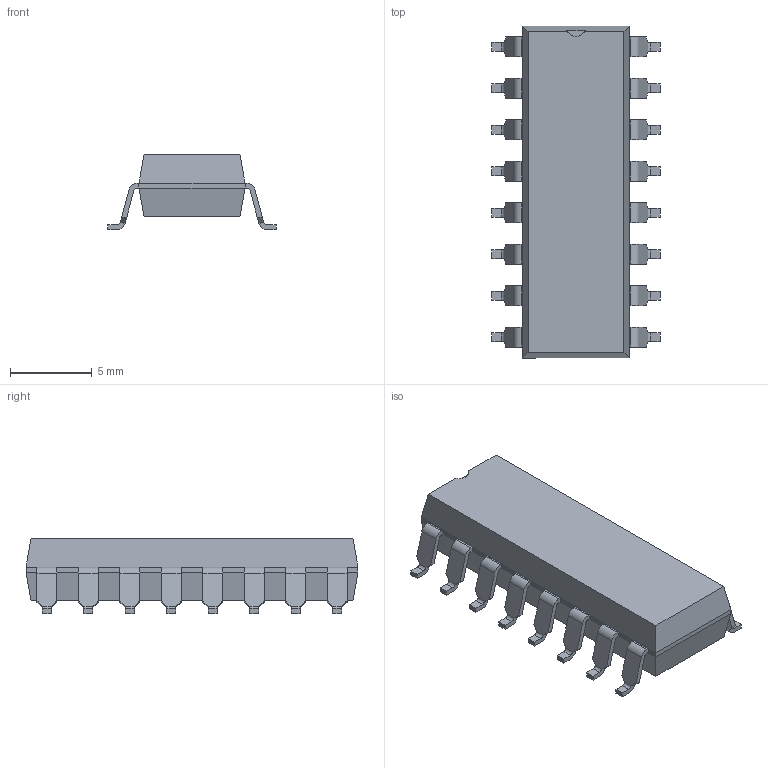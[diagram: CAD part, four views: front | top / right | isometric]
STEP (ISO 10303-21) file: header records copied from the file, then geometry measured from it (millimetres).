
FILE_DESCRIPTION((''),'2;1');
FILE_NAME('SOIC254P1016X460-16N.stp','2012-05-22T15:50:05',(''),(''),'Mechanical Desktop 2011','Mechanical Desktop 2011',', , ');
FILE_SCHEMA(('AUTOMOTIVE_DESIGN { 1 2 10303 214 1 1 1 1 }'));
Length unit declared in the file: millimetre
Products named in the file (1): Product
Bounding box: 10.3 x 20.34 x 4.6 mm (x, y, z)
Volume: 492.7 mm3; surface area: 599.1 mm2
Topology: 17 solids, 17 shells, 304 faces, 740 edges, 470 vertices
Faces by surface type: bspline 144, plane 127, cylinder 33
Entity records: 9208 total; most frequent: CARTESIAN_POINT 2395, ORIENTED_EDGE 1480, DIRECTION 1194, EDGE_CURVE 740, VECTOR 608, LINE 608, VERTEX_POINT 470, EDGE_LOOP 304
